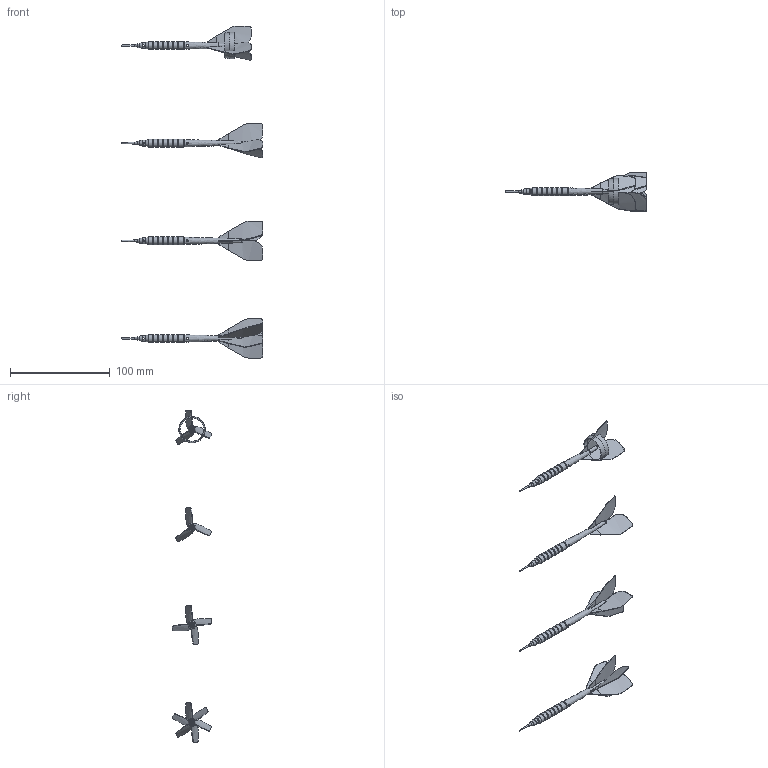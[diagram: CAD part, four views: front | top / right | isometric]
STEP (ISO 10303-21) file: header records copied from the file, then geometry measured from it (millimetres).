
FILE_DESCRIPTION(('FreeCAD Model'),'2;1');
FILE_NAME('Open CASCADE Shape Model','2025-05-03T22:11:36',('FreeCAD'),( 'FreeCAD'),'Open CASCADE STEP processor 7.6','FreeCAD','Unknown');
FILE_SCHEMA(('AUTOMOTIVE_DESIGN { 1 0 10303 214 1 1 1 1 }'));
Products named in the file (1): Open CASCADE STEP translator 7.6 1
Bounding box: 142.04 x 39.49 x 333.06 mm (x, y, z)
Volume: 19109.5 mm3; surface area: 32729.5 mm2
Topology: 12 solids, 12 shells, 628 faces, 1762 edges, 1157 vertices
Faces by surface type: bspline 628
Entity records: 119942 total; most frequent: CARTESIAN_POINT 110098, ORIENTED_EDGE 3482, EDGE_CURVE 1741, B_SPLINE_CURVE_WITH_KNOTS 1240, VERTEX_POINT 1149, FACE_BOUND 662, EDGE_LOOP 662, ADVANCED_FACE 628
